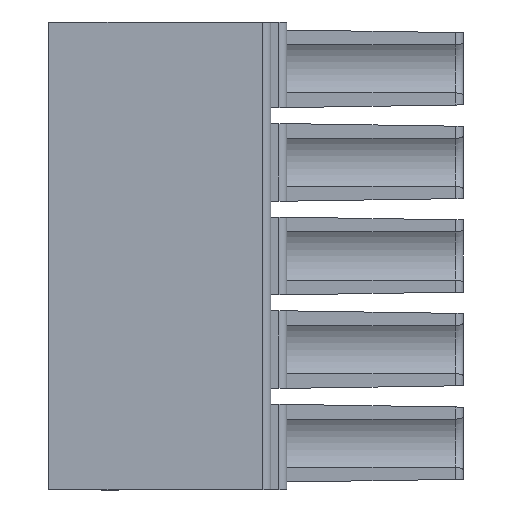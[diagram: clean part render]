
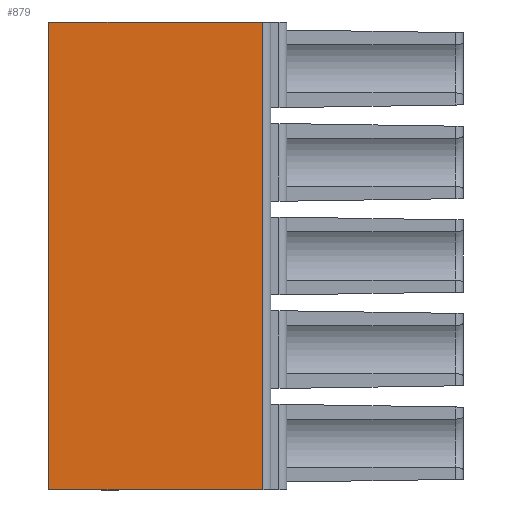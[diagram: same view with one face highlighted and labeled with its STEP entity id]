
A CAD part, front view. The second image highlights one B-rep face of the part: STEP entity #879.
In plain terms, the highlighted planar face has unit normal (0, -1, 0).
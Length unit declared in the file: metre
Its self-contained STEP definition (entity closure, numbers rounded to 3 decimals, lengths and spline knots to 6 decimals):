
#879=ADVANCED_FACE('',(#1943),#1944,.T.);
#1943=FACE_OUTER_BOUND('',#3188,.T.);
#1944=PLANE('',#3189);
#3188=EDGE_LOOP('',(#5784,#5785,#5786,#5787));
#3189=AXIS2_PLACEMENT_3D('',#5788,#5789,#5790);
#5784=ORIENTED_EDGE('',*,*,#8103,.F.);
#5785=ORIENTED_EDGE('',*,*,#8104,.F.);
#5786=ORIENTED_EDGE('',*,*,#8105,.T.);
#5787=ORIENTED_EDGE('',*,*,#7610,.T.);
#5788=CARTESIAN_POINT('',(0.006473,0.00051,0.002633));
#5789=DIRECTION('',(0.,-1.0,0.));
#5790=DIRECTION('',(0.,0.,1.0));
#7610=EDGE_CURVE('',#9179,#9177,#9180,.T.);
#8103=EDGE_CURVE('',#9906,#9177,#9907,.T.);
#8104=EDGE_CURVE('',#9908,#9906,#9909,.T.);
#8105=EDGE_CURVE('',#9908,#9179,#9910,.T.);
#9177=VERTEX_POINT('',#11477);
#9179=VERTEX_POINT('',#11479);
#9180=LINE('',#11480,#11481);
#9906=VERTEX_POINT('',#12551);
#9907=LINE('',#12552,#12553);
#9908=VERTEX_POINT('',#12554);
#9909=LINE('',#12555,#12556);
#9910=LINE('',#12557,#12558);
#11477=CARTESIAN_POINT('',(0.006473,0.00051,-0.007867));
#11479=CARTESIAN_POINT('',(-0.001527,0.00051,-0.007867));
#11480=CARTESIAN_POINT('',(0.013673,0.00051,-0.007867));
#11481=VECTOR('',#14024,1.0);
#12551=CARTESIAN_POINT('',(0.006473,0.00051,0.009633));
#12552=CARTESIAN_POINT('',(0.006473,0.00051,0.002633));
#12553=VECTOR('',#14497,1.0);
#12554=CARTESIAN_POINT('',(-0.001527,0.00051,0.009633));
#12555=CARTESIAN_POINT('',(0.013673,0.00051,0.009633));
#12556=VECTOR('',#14498,1.0);
#12557=CARTESIAN_POINT('',(-0.001527,0.00051,0.002633));
#12558=VECTOR('',#14499,1.0);
#14024=DIRECTION('',(1.0,0.,0.));
#14497=DIRECTION('',(0.,0.,-1.0));
#14498=DIRECTION('',(1.0,0.,0.));
#14499=DIRECTION('',(0.,0.,-1.0));
